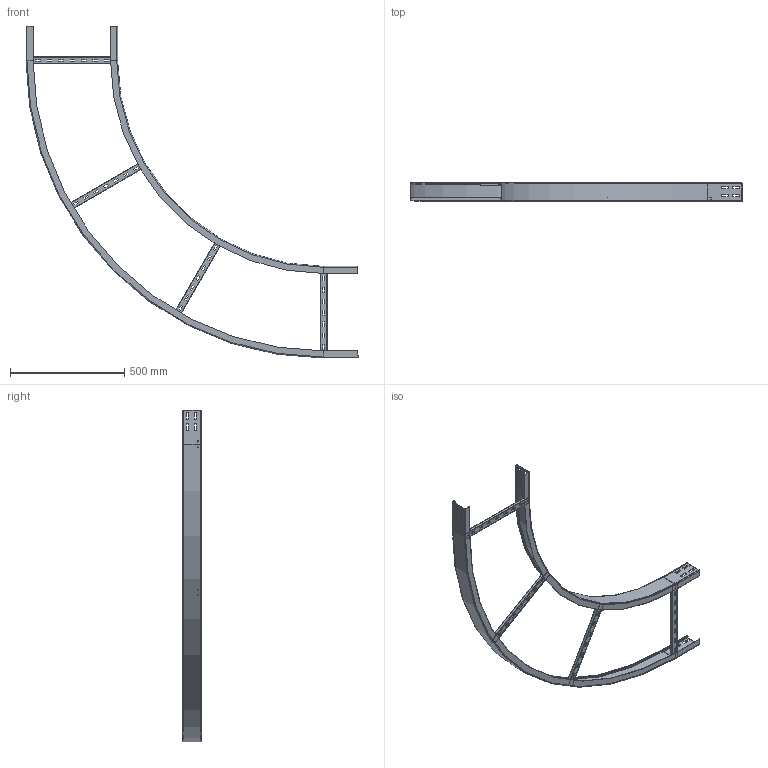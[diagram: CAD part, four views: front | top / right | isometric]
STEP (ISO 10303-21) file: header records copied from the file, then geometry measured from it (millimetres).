
FILE_DESCRIPTION(/* description */ (''),/* implementation_level */ '2;1');
FILE_NAME(/* name */ 'LDZC400H80N.stp',/* time_stamp */ '2020-03-25T12:40:02+01:00',/* author */ ('stanislaw.luczak'),/* organization */ (''),/* preprocessor_version */ 'ST-DEVELOPER v18',/* originating_system */ 'Autodesk Inventor 2020',/* authorisation */ '');
FILE_SCHEMA (('AUTOMOTIVE_DESIGN { 1 0 10303 214 3 1 1 }'));
Length unit declared in the file: millimetre
Products named in the file (4): LDC100H45N; ZH80N W 400; ZH80N zewnętrzny 400; szczebel 30x15x390
Assembly tree (6 placements, depth 2):
  LDC100H45N
    ZH80N W 400
    ZH80N zewnętrzny 400
    szczebel 30x15x390  x4
Bounding box: 1450 x 80 x 1450 mm (x, y, z)
Volume: 1125390 mm3; surface area: 1200570.5 mm2
Topology: 6 solids, 6 shells, 440 faces, 1068 edges, 640 vertices
Faces by surface type: plane 362, cylinder 66, torus 12
Entity records: 7127 total; most frequent: CARTESIAN_POINT 1192, DIRECTION 1188, ORIENTED_EDGE 1176, EDGE_CURVE 588, LINE 492, VECTOR 492, VERTEX_POINT 352, AXIS2_PLACEMENT_3D 348
